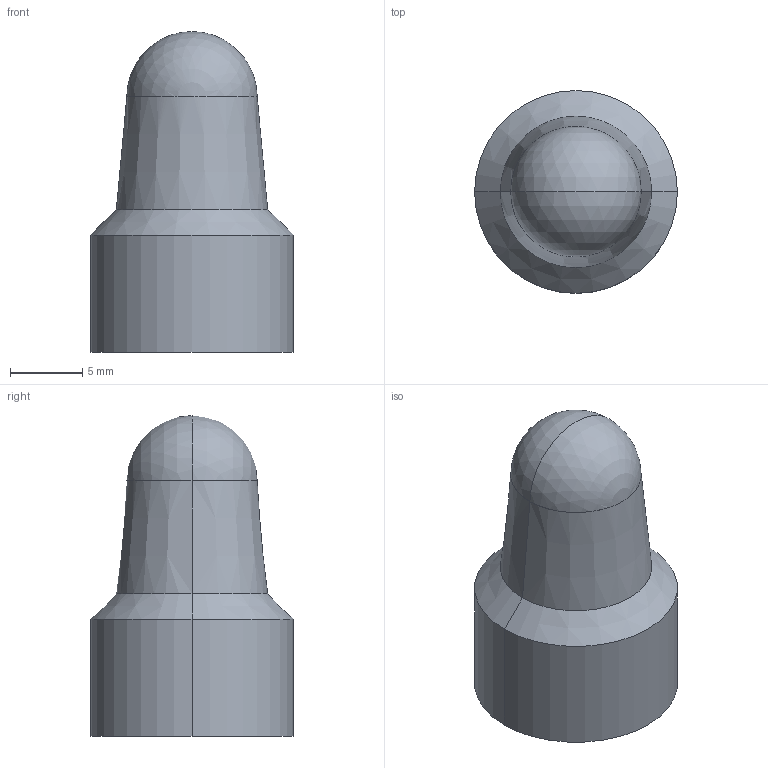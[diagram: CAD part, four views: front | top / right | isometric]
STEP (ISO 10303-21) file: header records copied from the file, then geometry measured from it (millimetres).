
FILE_DESCRIPTION (( 'STEP AP214' ), '1' );
FILE_NAME ('341613.STEP', '2016-08-26T16:40:39', ( '' ), ( '' ), 'SwSTEP 2.0', 'SolidWorks 2015', '' );
FILE_SCHEMA (( 'AUTOMOTIVE_DESIGN' ));
Length unit declared in the file: millimetre
Products named in the file (1): 341613
Bounding box: 14 x 14 x 22.15 mm (x, y, z)
Volume: 938.5 mm3; surface area: 1480.1 mm2
Topology: 1 solids, 1 shells, 21 faces, 49 edges, 29 vertices
Faces by surface type: cone 8, sphere 8, cylinder 4, plane 1
Entity records: 460 total; most frequent: DIRECTION 88, CARTESIAN_POINT 68, ORIENTED_EDGE 64, AXIS2_PLACEMENT_3D 38, EDGE_CURVE 32, CIRCLE 20, VERTEX_POINT 18, EDGE_LOOP 18
